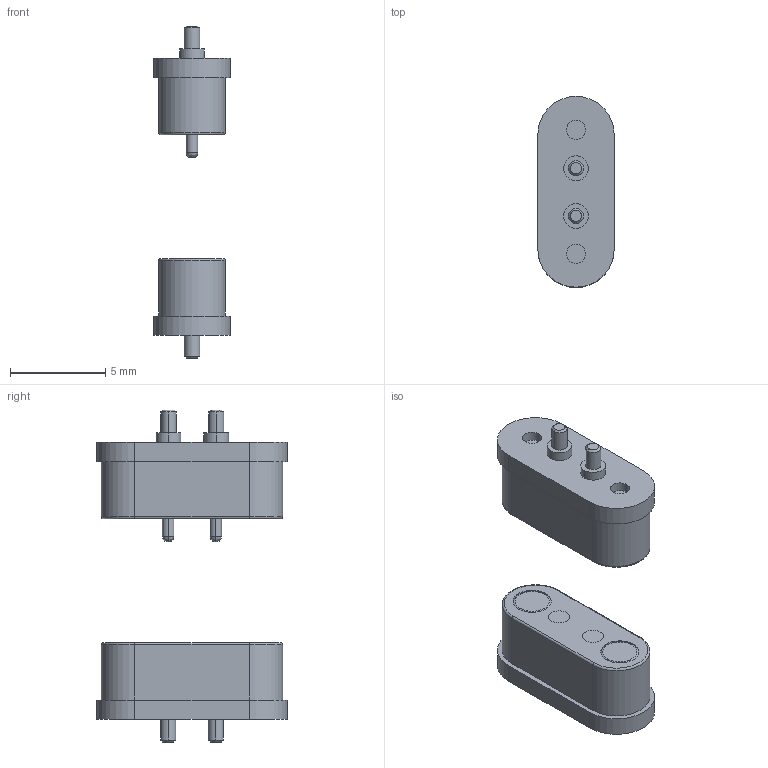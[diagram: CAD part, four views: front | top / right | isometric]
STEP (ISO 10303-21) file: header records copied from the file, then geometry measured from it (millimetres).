
FILE_DESCRIPTION (( 'STEP AP214' ), '1' );
FILE_NAME ('QHPPC-2.5mm_Magsafe Connector Pair.STEP', '2024-01-17T12:58:06', ( '' ), ( '' ), 'SwSTEP 2.0', 'SolidWorks 2024', '' );
FILE_SCHEMA (( 'AUTOMOTIVE_DESIGN' ));
Length unit declared in the file: millimetre
Products named in the file (1): QHPPC-2.5mm_Magsafe Connector Pair
Bounding box: 4 x 10 x 17.4 mm (x, y, z)
Volume: 258.9 mm3; surface area: 653 mm2
Topology: 10 solids, 10 shells, 164 faces, 332 edges, 208 vertices
Faces by surface type: cylinder 80, plane 48, torus 24, cone 8, bspline 4
Entity records: 6384 total; most frequent: DIRECTION 866, CARTESIAN_POINT 825, ORIENTED_EDGE 664, AXIS2_PLACEMENT_3D 377, EDGE_CURVE 332, CIRCLE 216, VERTEX_POINT 208, EDGE_LOOP 200
